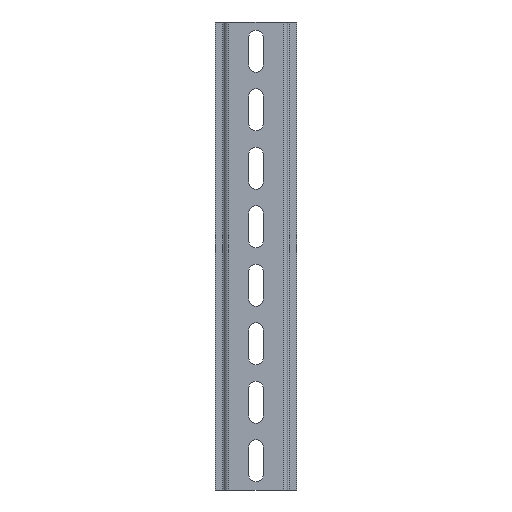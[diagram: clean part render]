
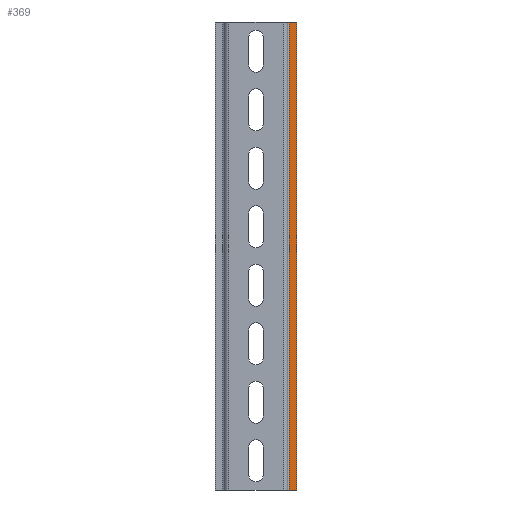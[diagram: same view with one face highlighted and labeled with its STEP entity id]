
A CAD part, front view. The second image highlights one B-rep face of the part: STEP entity #369.
In plain terms, the highlighted planar face has unit normal (0, -1, 0).
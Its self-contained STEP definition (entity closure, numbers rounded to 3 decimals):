
#26 = VECTOR ( 'NONE', #1869, 1000. ) ;
#35 = VECTOR ( 'NONE', #1891, 1000. ) ;
#80 = EDGE_CURVE ( 'NONE', #1053, #703, #277, .T. ) ;
#232 = DIRECTION ( 'NONE',  ( 0., 0., -1. ) ) ;
#277 = LINE ( 'NONE', #905, #35 ) ;
#339 = EDGE_CURVE ( 'NONE', #1421, #703, #1402, .T. ) ;
#362 = VERTEX_POINT ( 'NONE', #1712 ) ;
#368 = CARTESIAN_POINT ( 'NONE',  ( 27., 6.5, 0. ) ) ;
#369 = ADVANCED_FACE ( 'NONE', ( #1575 ), #1683, .F. ) ;
#447 = EDGE_LOOP ( 'NONE', ( #1418, #1063, #739, #1341 ) ) ;
#456 = CARTESIAN_POINT ( 'NONE',  ( 31., 6.5, 200. ) ) ;
#517 = DIRECTION ( 'NONE',  ( 0., 0., 1. ) ) ;
#605 = CARTESIAN_POINT ( 'NONE',  ( 27., 6.5, 0. ) ) ;
#648 = VECTOR ( 'NONE', #517, 1000. ) ;
#697 = CARTESIAN_POINT ( 'NONE',  ( 31., 6.5, 0. ) ) ;
#703 = VERTEX_POINT ( 'NONE', #456 ) ;
#739 = ORIENTED_EDGE ( 'NONE', *, *, #1008, .F. ) ;
#746 = DIRECTION ( 'NONE',  ( 1., 0., 0. ) ) ;
#905 = CARTESIAN_POINT ( 'NONE',  ( 27., 6.5, 200. ) ) ;
#920 = VECTOR ( 'NONE', #746, 1000. ) ;
#1008 = EDGE_CURVE ( 'NONE', #362, #1053, #1649, .T. ) ;
#1053 = VERTEX_POINT ( 'NONE', #1710 ) ;
#1063 = ORIENTED_EDGE ( 'NONE', *, *, #80, .F. ) ;
#1266 = DIRECTION ( 'NONE',  ( 0., 1., 0. ) ) ;
#1341 = ORIENTED_EDGE ( 'NONE', *, *, #1583, .T. ) ;
#1402 = LINE ( 'NONE', #1556, #648 ) ;
#1418 = ORIENTED_EDGE ( 'NONE', *, *, #339, .T. ) ;
#1421 = VERTEX_POINT ( 'NONE', #697 ) ;
#1538 = CARTESIAN_POINT ( 'NONE',  ( 27.8, 6.5, 0. ) ) ;
#1541 = AXIS2_PLACEMENT_3D ( 'NONE', #368, #1266, #232 ) ;
#1556 = CARTESIAN_POINT ( 'NONE',  ( 31., 6.5, 0. ) ) ;
#1575 = FACE_OUTER_BOUND ( 'NONE', #447, .T. ) ;
#1583 = EDGE_CURVE ( 'NONE', #362, #1421, #1783, .T. ) ;
#1649 = LINE ( 'NONE', #1538, #26 ) ;
#1683 = PLANE ( 'NONE',  #1541 ) ;
#1710 = CARTESIAN_POINT ( 'NONE',  ( 27.8, 6.5, 200. ) ) ;
#1712 = CARTESIAN_POINT ( 'NONE',  ( 27.8, 6.5, 0. ) ) ;
#1783 = LINE ( 'NONE', #605, #920 ) ;
#1869 = DIRECTION ( 'NONE',  ( 0., 0., 1. ) ) ;
#1891 = DIRECTION ( 'NONE',  ( 1., 0., 0. ) ) ;
